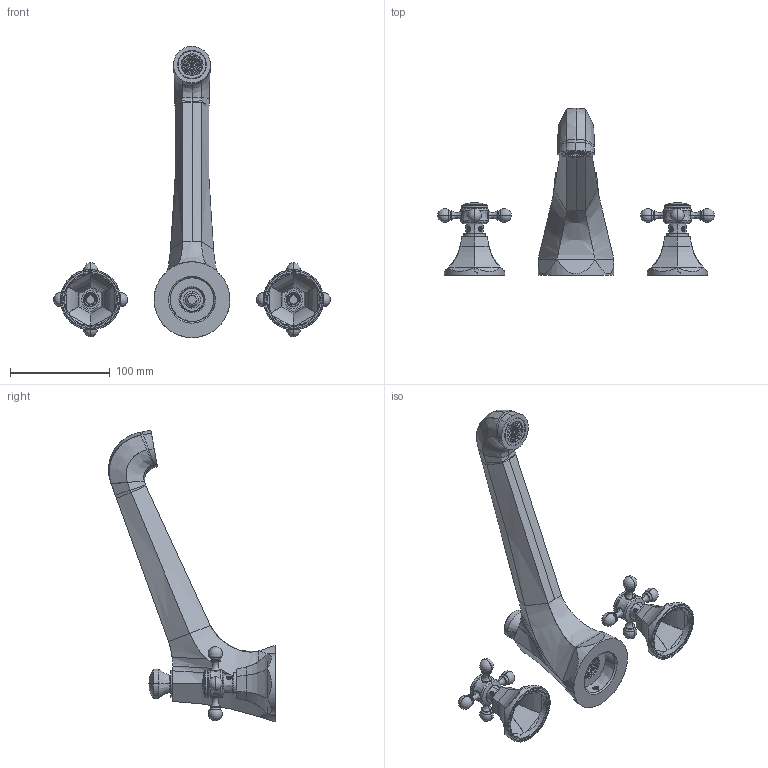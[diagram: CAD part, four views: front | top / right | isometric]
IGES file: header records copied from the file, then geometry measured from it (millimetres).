
Start section:  PTC IGES file: 3-1226.igs
Global section: file name: 3-1226.igs; native system: Creo Parametric by Parametric Technology Corporation; preprocessor: 2014000; author: ravindrashirol; organization: Unknown; date: 20170111.120641; units: inch
Bounding box: 277.24 x 167.33 x 291.69 mm (x, y, z)
Surface area: 152403.3 mm2 (no closed solid volume)
Topology: 0 solids, 0 shells, 1222 faces, 6433 edges, 6393 vertices
Faces by surface type: revolution 617, bspline 605
